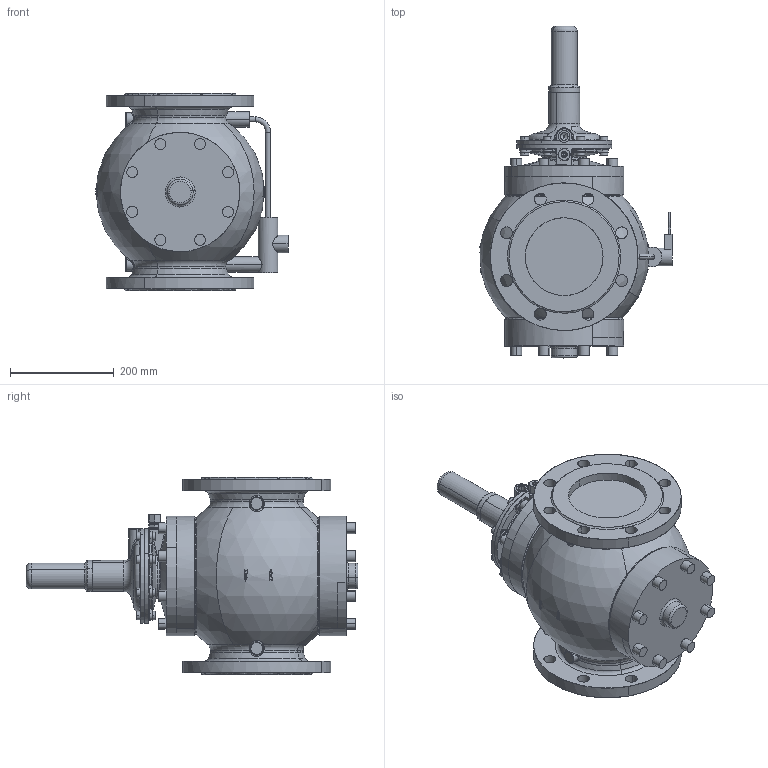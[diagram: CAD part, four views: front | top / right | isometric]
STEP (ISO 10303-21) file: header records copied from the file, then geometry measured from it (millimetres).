
FILE_DESCRIPTION(('CATIA V5 STEP'),'2;1');
FILE_NAME('S 100 DN 150.stp','2011-01-26T13:16:56+00:00',('none'),('none'),'CATIA Version 5 Release 19 SP 8 (IN-10)','CATIA V5 STEP AP214','none');
FILE_SCHEMA(('AUTOMOTIVE_DESIGN { 1 0 10303 214 1 1 1 1 }'));
Length unit declared in the file: millimetre
Products named in the file (1): S 100 DN 150
Bounding box: 370.33 x 640 x 380 mm (x, y, z)
Volume: 25975305.1 mm3; surface area: 845645.7 mm2
Topology: 1 solids, 36 shells, 1477 faces, 3524 edges, 1980 vertices
Faces by surface type: cylinder 467, torus 326, plane 236, bspline 168, cone 147, sphere 133
Entity records: 55706 total; most frequent: CARTESIAN_POINT 26968, ORIENTED_EDGE 6696, DIRECTION 4227, EDGE_CURVE 3348, AXIS2_PLACEMENT_3D 2402, VERTEX_POINT 1980, EDGE_LOOP 1584, ADVANCED_FACE 1477
